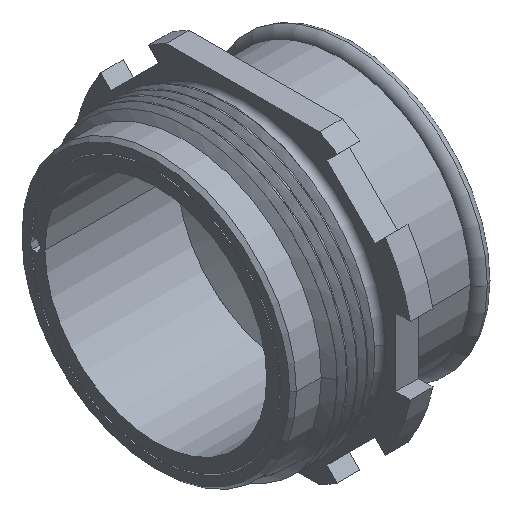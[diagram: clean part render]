
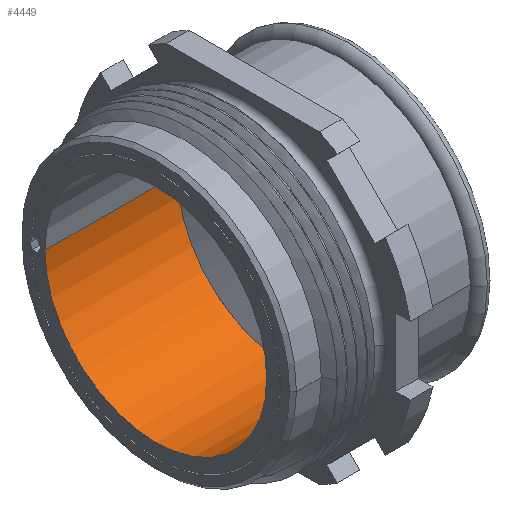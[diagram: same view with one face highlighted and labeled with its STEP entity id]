
A CAD part, isometric view. The second image highlights one B-rep face of the part: STEP entity #4449.
In plain terms, the highlighted cylindrical face has radius 9.8 mm (diameter 19.6 mm), a partial arc.
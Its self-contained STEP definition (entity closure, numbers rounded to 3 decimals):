
#1350=CARTESIAN_POINT('',(11.7,15.1,-13.78));
#1351=DIRECTION('',(-1.,0.,0.));
#1352=DIRECTION('',(0.,1.,0.));
#1353=AXIS2_PLACEMENT_3D('',#1350,#1351,#1352);
#1555=DIRECTION('',(1.,0.,0.));
#1556=VECTOR('',#1555,11.7);
#1557=CARTESIAN_POINT('',(0.,24.9,-13.78));
#1558=LINE('522',#1557,#1556);
#1559=DIRECTION('',(1.,0.,0.));
#1560=VECTOR('',#1559,11.7);
#1561=CARTESIAN_POINT('',(0.,5.3,-13.78));
#1562=LINE('523',#1561,#1560);
#1563=CARTESIAN_POINT('',(0.,15.1,-13.78));
#1564=DIRECTION('',(-1.,0.,0.));
#1565=DIRECTION('',(0.,1.,0.));
#1566=AXIS2_PLACEMENT_3D('',#1563,#1564,#1565);
#1965=CARTESIAN_POINT('',(0.,24.9,-13.78));
#1966=CARTESIAN_POINT('',(11.7,24.9,-13.78));
#1967=VERTEX_POINT('',#1965);
#1968=VERTEX_POINT('',#1966);
#1969=CARTESIAN_POINT('',(0.,5.3,-13.78));
#1970=CARTESIAN_POINT('',(11.7,5.3,-13.78));
#1971=VERTEX_POINT('',#1969);
#1972=VERTEX_POINT('',#1970);
#4438=CARTESIAN_POINT('',(-0.585,15.1,-13.78));
#4439=DIRECTION('',(1.,0.,0.));
#4440=DIRECTION('',(0.,-1.,0.));
#4441=AXIS2_PLACEMENT_3D('',#4438,#4439,#4440);
#4442=CYLINDRICAL_SURFACE('316',#4441,9.8);
#4443=ORIENTED_EDGE('522',*,*,#4429,.T.);
#4444=ORIENTED_EDGE('527',*,*,#4027,.T.);
#4445=ORIENTED_EDGE('523',*,*,#4432,.F.);
#4446=ORIENTED_EDGE('526',*,*,#4066,.F.);
#4447=EDGE_LOOP('316',(#4443,#4444,#4445,#4446));
#4448=FACE_OUTER_BOUND('316',#4447,.F.);
#1354=CIRCLE('527',#1353,9.8);
#1567=CIRCLE('526',#1566,9.8);
#4027=EDGE_CURVE('527',#1968,#1972,#1354,.T.);
#4066=EDGE_CURVE('526',#1967,#1971,#1567,.T.);
#4429=EDGE_CURVE('522',#1967,#1968,#1558,.T.);
#4432=EDGE_CURVE('523',#1971,#1972,#1562,.T.);
#4449=ADVANCED_FACE('316',(#4448),#4442,.F.);
